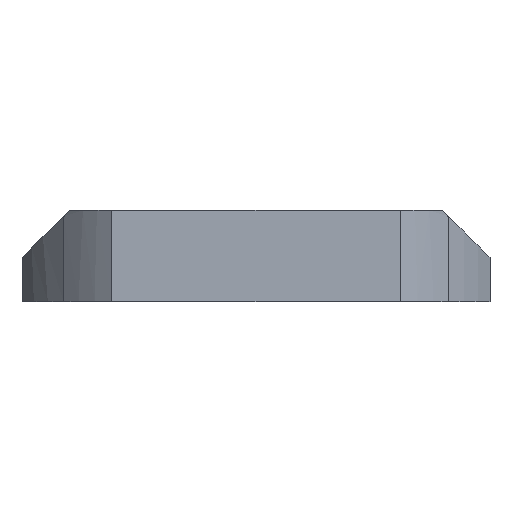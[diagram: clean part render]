
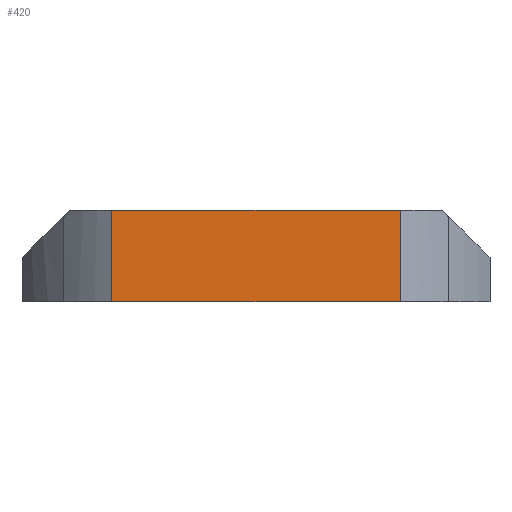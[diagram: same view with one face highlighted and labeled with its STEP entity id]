
A CAD part, left-side view. The second image highlights one B-rep face of the part: STEP entity #420.
In plain terms, the highlighted planar face has unit normal (-1, 0, 0).
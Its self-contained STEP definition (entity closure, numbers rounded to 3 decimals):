
#23=PLANE('',#457);
#49=FACE_OUTER_BOUND('',#76,.T.);
#76=EDGE_LOOP('',(#376,#377,#378,#379));
#117=LINE('',#804,#148);
#119=LINE('',#818,#150);
#123=LINE('',#834,#154);
#124=LINE('',#835,#155);
#148=VECTOR('',#540,10.);
#150=VECTOR('',#548,10.);
#154=VECTOR('',#558,10.);
#155=VECTOR('',#559,10.);
#203=VERTEX_POINT('',#801);
#204=VERTEX_POINT('',#803);
#207=VERTEX_POINT('',#816);
#210=VERTEX_POINT('',#833);
#258=EDGE_CURVE('',#203,#204,#117,.T.);
#263=EDGE_CURVE('',#203,#207,#119,.T.);
#268=EDGE_CURVE('',#210,#207,#123,.T.);
#269=EDGE_CURVE('',#204,#210,#124,.T.);
#376=ORIENTED_EDGE('',*,*,#258,.F.);
#377=ORIENTED_EDGE('',*,*,#263,.T.);
#378=ORIENTED_EDGE('',*,*,#268,.F.);
#379=ORIENTED_EDGE('',*,*,#269,.F.);
#420=ADVANCED_FACE('',(#49),#23,.T.);
#457=AXIS2_PLACEMENT_3D('',#832,#556,#557);
#540=DIRECTION('',(0.,1.,0.));
#548=DIRECTION('',(0.,0.,1.));
#556=DIRECTION('center_axis',(-1.,0.,0.));
#557=DIRECTION('ref_axis',(0.,-1.,0.));
#558=DIRECTION('',(0.,-1.,0.));
#559=DIRECTION('',(0.,0.,1.));
#801=CARTESIAN_POINT('',(-41.568,-27.772,82.4));
#803=CARTESIAN_POINT('',(-41.568,27.772,82.4));
#804=CARTESIAN_POINT('',(-41.568,13.886,82.4));
#816=CARTESIAN_POINT('',(-41.568,-27.772,99.989));
#818=CARTESIAN_POINT('',(-41.568,-27.772,82.4));
#832=CARTESIAN_POINT('Origin',(-41.568,27.772,82.4));
#833=CARTESIAN_POINT('',(-41.568,27.772,99.989));
#834=CARTESIAN_POINT('',(-41.568,45.048,99.989));
#835=CARTESIAN_POINT('',(-41.568,27.772,82.4));
